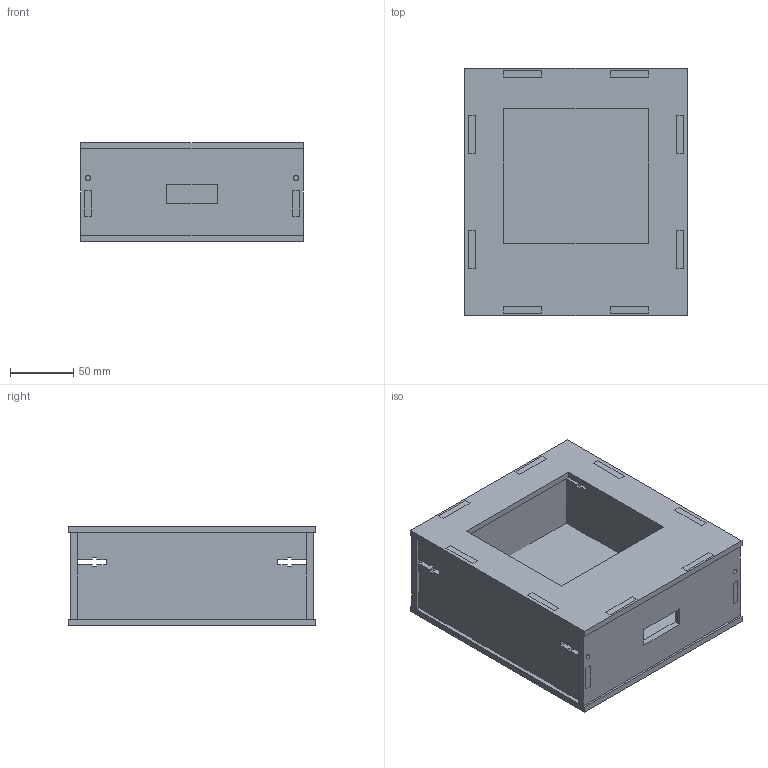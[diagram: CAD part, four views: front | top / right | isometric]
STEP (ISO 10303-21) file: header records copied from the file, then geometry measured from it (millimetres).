
FILE_DESCRIPTION( ( '' ), ' ' );
FILE_NAME( '5c54199bc5f1cf15f34a24a8.step', '2019-02-01T10:04:12', ( '' ), ( '' ), ' ', ' ', ' ' );
FILE_SCHEMA( ( 'AUTOMOTIVE_DESIGN { 1 0 10303 214 1 1 1 1 }' ) );
Length unit declared in the file: metre
Products named in the file (6): Part 6; Part 5; Part 4; Part 3; Part 2; Part 1
Bounding box: 175 x 195 x 78 mm (x, y, z)
Volume: 517625.7 mm3; surface area: 236129.1 mm2
Topology: 6 solids, 6 shells, 240 faces, 684 edges, 456 vertices
Faces by surface type: plane 236, cylinder 4
Full cylindrical faces by diameter (mm): 4 x4
Entity records: 9718 total; most frequent: CARTESIAN_POINT 1382, ORIENTED_EDGE 1360, DIRECTION 1180, EDGE_CURVE 680, LINE 672, VECTOR 672, VERTEX_POINT 456, EDGE_LOOP 292
